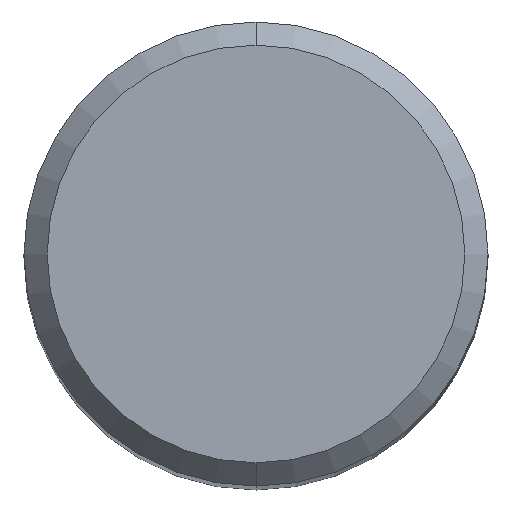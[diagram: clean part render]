
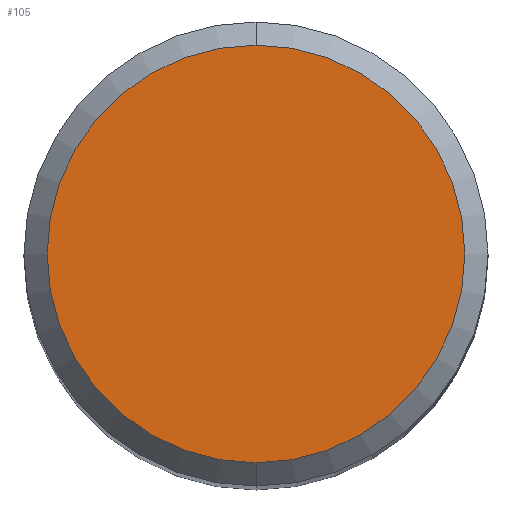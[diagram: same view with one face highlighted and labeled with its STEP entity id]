
A CAD part, top view. The second image highlights one B-rep face of the part: STEP entity #105.
In plain terms, the highlighted planar face has unit normal (0, 0, 1).
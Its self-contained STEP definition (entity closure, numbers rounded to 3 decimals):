
#105=ADVANCED_FACE('',(#257),#258,.T.);
#115=VERTEX_POINT('',#269);
#117=EDGE_CURVE('',#189,#115,#271,.T.);
#149=EDGE_CURVE('',#115,#189,#306,.T.);
#189=VERTEX_POINT('',#351);
#257=FACE_OUTER_BOUND('',#419,.T.);
#258=PLANE('',#420);
#269=CARTESIAN_POINT('',(0.,-5.4,0.0));
#271=CIRCLE('',#436,5.4);
#306=CIRCLE('',#480,5.4);
#351=CARTESIAN_POINT('',(0.0,5.4,0.0));
#419=EDGE_LOOP('',(#611,#612));
#420=AXIS2_PLACEMENT_3D('',#613,#614,#615);
#436=AXIS2_PLACEMENT_3D('',#630,#631,#632);
#480=AXIS2_PLACEMENT_3D('',#672,#673,#674);
#611=ORIENTED_EDGE('',*,*,#117,.F.);
#612=ORIENTED_EDGE('',*,*,#149,.F.);
#613=CARTESIAN_POINT('',(0.0,2.7,0.0));
#614=DIRECTION('',(-0.0,0.0,1.0));
#615=DIRECTION('',(0.0,-1.0,0.0));
#630=CARTESIAN_POINT('',(0.0,0.0,0.0));
#631=DIRECTION('',(0.0,0.0,-1.0));
#632=DIRECTION('',(0.0,1.0,0.0));
#672=CARTESIAN_POINT('',(0.0,0.0,0.0));
#673=DIRECTION('',(0.0,0.0,-1.0));
#674=DIRECTION('',(0.0,1.0,0.0));
